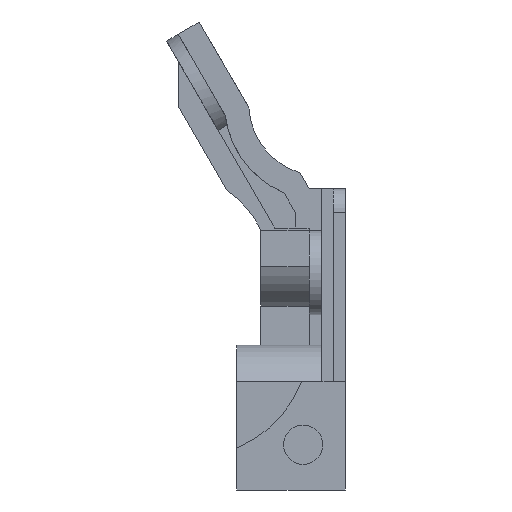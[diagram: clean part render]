
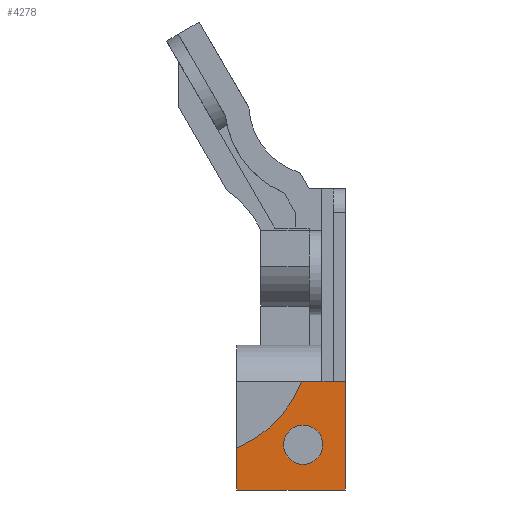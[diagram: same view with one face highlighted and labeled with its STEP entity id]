
A CAD part, left-side view. The second image highlights one B-rep face of the part: STEP entity #4278.
In plain terms, the highlighted planar face has unit normal (-1, 0, 0).
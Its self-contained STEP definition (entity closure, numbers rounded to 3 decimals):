
#59 = VERTEX_POINT ( 'NONE', #3584 ) ;
#110 = DIRECTION ( 'NONE',  ( -1., 0., 0. ) ) ;
#512 = CARTESIAN_POINT ( 'NONE',  ( 2.5, 0., 0. ) ) ;
#537 = LINE ( 'NONE', #1594, #4311 ) ;
#552 = DIRECTION ( 'NONE',  ( -1., 0., 0. ) ) ;
#703 = EDGE_CURVE ( 'NONE', #59, #1084, #4083, .T. ) ;
#726 = LINE ( 'NONE', #3796, #2941 ) ;
#736 = EDGE_LOOP ( 'NONE', ( #784, #1075 ) ) ;
#784 = ORIENTED_EDGE ( 'NONE', *, *, #4416, .F. ) ;
#840 = DIRECTION ( 'NONE',  ( 0., 0., 1. ) ) ;
#929 = DIRECTION ( 'NONE',  ( 0., 0., 1. ) ) ;
#947 = CARTESIAN_POINT ( 'NONE',  ( 2.5, 12.728, -12.522 ) ) ;
#1065 = DIRECTION ( 'NONE',  ( 0., 0., 1. ) ) ;
#1075 = ORIENTED_EDGE ( 'NONE', *, *, #4419, .F. ) ;
#1084 = VERTEX_POINT ( 'NONE', #2880 ) ;
#1174 = VERTEX_POINT ( 'NONE', #3633 ) ;
#1312 = ORIENTED_EDGE ( 'NONE', *, *, #3299, .T. ) ;
#1314 = VERTEX_POINT ( 'NONE', #4368 ) ;
#1459 = FACE_BOUND ( 'NONE', #736, .T. ) ;
#1492 = EDGE_CURVE ( 'NONE', #59, #3388, #537, .T. ) ;
#1506 = CARTESIAN_POINT ( 'NONE',  ( 2.5, 3.5, -19.625 ) ) ;
#1521 = CARTESIAN_POINT ( 'NONE',  ( 2.5, 3.619, -16. ) ) ;
#1546 = DIRECTION ( 'NONE',  ( 0., 1., 0. ) ) ;
#1549 = VERTEX_POINT ( 'NONE', #1506 ) ;
#1594 = CARTESIAN_POINT ( 'NONE',  ( 2.5, -15.133, -25. ) ) ;
#1610 = CARTESIAN_POINT ( 'NONE',  ( 2.5, 0., -23. ) ) ;
#1656 = EDGE_CURVE ( 'NONE', #1174, #1690, #3356, .T. ) ;
#1690 = VERTEX_POINT ( 'NONE', #1521 ) ;
#1783 = EDGE_LOOP ( 'NONE', ( #2905, #2923, #3138, #1865, #1312 ) ) ;
#1865 = ORIENTED_EDGE ( 'NONE', *, *, #703, .T. ) ;
#2202 = AXIS2_PLACEMENT_3D ( 'NONE', #512, #2868, #3848 ) ;
#2301 = VECTOR ( 'NONE', #2384, 1000. ) ;
#2384 = DIRECTION ( 'NONE',  ( 0., 0., 1. ) ) ;
#2479 = PLANE ( 'NONE',  #2202 ) ;
#2504 = AXIS2_PLACEMENT_3D ( 'NONE', #947, #110, #840 ) ;
#2571 = DIRECTION ( 'NONE',  ( 0., 0., 1. ) ) ;
#2583 = EDGE_CURVE ( 'NONE', #3388, #1174, #726, .T. ) ;
#2618 = CARTESIAN_POINT ( 'NONE',  ( 2.5, 3.5, -21.25 ) ) ;
#2632 = DIRECTION ( 'NONE',  ( 0., 1., 0. ) ) ;
#2705 = AXIS2_PLACEMENT_3D ( 'NONE', #2618, #552, #2571 ) ;
#2820 = VECTOR ( 'NONE', #2632, 1000. ) ;
#2868 = DIRECTION ( 'NONE',  ( -1., 0., 0. ) ) ;
#2880 = CARTESIAN_POINT ( 'NONE',  ( 2.5, 0., -16. ) ) ;
#2905 = ORIENTED_EDGE ( 'NONE', *, *, #1656, .F. ) ;
#2918 = CIRCLE ( 'NONE', #2705, 1.625 ) ;
#2923 = ORIENTED_EDGE ( 'NONE', *, *, #2583, .F. ) ;
#2941 = VECTOR ( 'NONE', #1065, 1000. ) ;
#2988 = CARTESIAN_POINT ( 'NONE',  ( 2.5, 0., -16. ) ) ;
#3138 = ORIENTED_EDGE ( 'NONE', *, *, #1492, .F. ) ;
#3182 = FACE_OUTER_BOUND ( 'NONE', #1783, .T. ) ;
#3299 = EDGE_CURVE ( 'NONE', #1084, #1690, #4376, .T. ) ;
#3356 = CIRCLE ( 'NONE', #2504, 9.75 ) ;
#3388 = VERTEX_POINT ( 'NONE', #3497 ) ;
#3483 = CIRCLE ( 'NONE', #4344, 1.625 ) ;
#3497 = CARTESIAN_POINT ( 'NONE',  ( 2.5, 9., -25. ) ) ;
#3584 = CARTESIAN_POINT ( 'NONE',  ( 2.5, 0., -25. ) ) ;
#3633 = CARTESIAN_POINT ( 'NONE',  ( 2.5, 9., -21.531 ) ) ;
#3796 = CARTESIAN_POINT ( 'NONE',  ( 2.5, 9., -23. ) ) ;
#3848 = DIRECTION ( 'NONE',  ( 0., 0., 1. ) ) ;
#3939 = DIRECTION ( 'NONE',  ( -1., 0., 0. ) ) ;
#4004 = CARTESIAN_POINT ( 'NONE',  ( 2.5, 3.5, -21.25 ) ) ;
#4083 = LINE ( 'NONE', #1610, #2301 ) ;
#4278 = ADVANCED_FACE ( 'NONE', ( #1459, #3182 ), #2479, .T. ) ;
#4311 = VECTOR ( 'NONE', #1546, 1000. ) ;
#4344 = AXIS2_PLACEMENT_3D ( 'NONE', #4004, #3939, #929 ) ;
#4368 = CARTESIAN_POINT ( 'NONE',  ( 2.5, 3.5, -22.875 ) ) ;
#4376 = LINE ( 'NONE', #2988, #2820 ) ;
#4416 = EDGE_CURVE ( 'NONE', #1314, #1549, #2918, .T. ) ;
#4419 = EDGE_CURVE ( 'NONE', #1549, #1314, #3483, .T. ) ;
